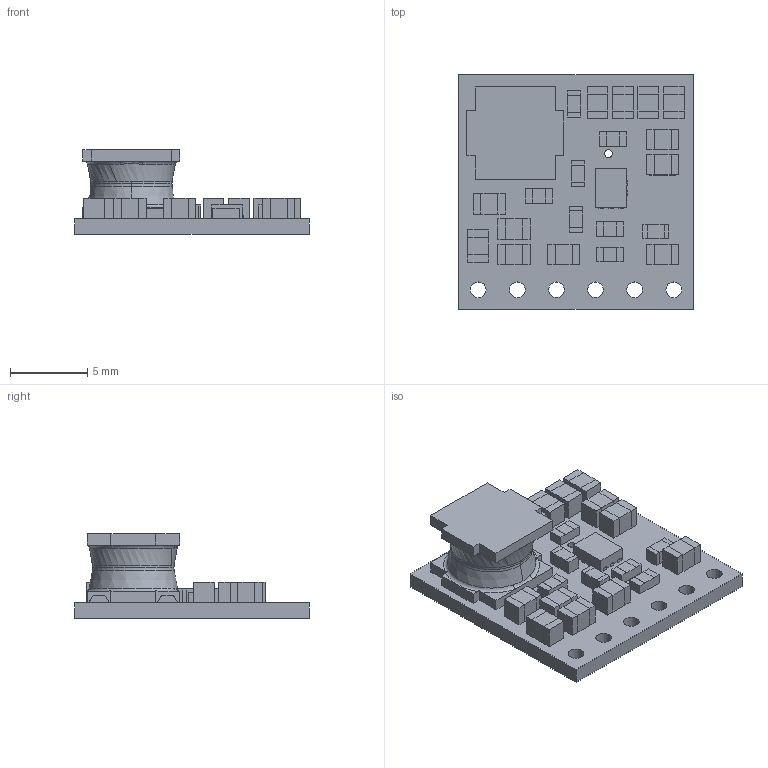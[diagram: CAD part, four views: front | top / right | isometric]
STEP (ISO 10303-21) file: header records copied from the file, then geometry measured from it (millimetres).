
FILE_DESCRIPTION (( 'STEP AP214' ), '1' );
FILE_NAME ('reg28a01.step', '2021-11-10T21:43:20', ( '' ), ( '' ), 'SwSTEP 2.0', 'SolidWorks 2021', '' );
FILE_SCHEMA (( 'AUTOMOTIVE_DESIGN' ));
Length unit declared in the file: millimetre
Products named in the file (1): reg28a01
Bounding box: 15.24 x 15.24 x 5.51 mm (x, y, z)
Volume: 414.4 mm3; surface area: 829.2 mm2
Topology: 1 solids, 1 shells, 787 faces, 2117 edges, 1386 vertices
Faces by surface type: plane 534, bspline 201, cylinder 42, torus 8, cone 2
Entity records: 40724 total; most frequent: CARTESIAN_POINT 13756, ORIENTED_EDGE 4234, DIRECTION 2903, EDGE_CURVE 2117, VECTOR 1485, LINE 1485, VERTEX_POINT 1386, EDGE_LOOP 877
